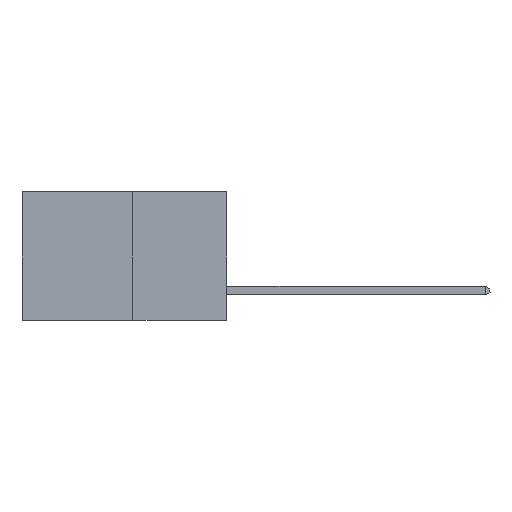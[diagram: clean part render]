
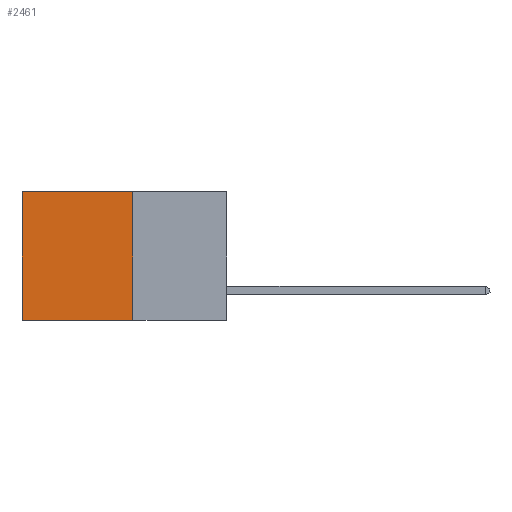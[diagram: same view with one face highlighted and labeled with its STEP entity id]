
A CAD part, left-side view. The second image highlights one B-rep face of the part: STEP entity #2461.
In plain terms, the highlighted planar face has unit normal (-1, 0, 0).
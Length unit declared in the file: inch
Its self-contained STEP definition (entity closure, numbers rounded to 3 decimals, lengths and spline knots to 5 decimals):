
#441 = CARTESIAN_POINT ( 'NONE',  ( 0.277, 0.27, -0.37 ) ) ;
#2146 = LINE ( 'NONE', #441, #32456 ) ;
#2461 = ADVANCED_FACE ( 'NONE', ( #14684 ), #5973, .F. ) ;
#3066 = VERTEX_POINT ( 'NONE', #13316 ) ;
#3184 = CARTESIAN_POINT ( 'NONE',  ( 0.277, 0.27, 0. ) ) ;
#3644 = EDGE_CURVE ( 'NONE', #22968, #28481, #20944, .T. ) ;
#5326 = CARTESIAN_POINT ( 'NONE',  ( 0.277, 0.59, 0. ) ) ;
#5726 = DIRECTION ( 'NONE',  ( 0., 1., 0. ) ) ;
#5973 = PLANE ( 'NONE',  #19091 ) ;
#7005 = CARTESIAN_POINT ( 'NONE',  ( 0.277, 0.27, -0.37 ) ) ;
#7061 = LINE ( 'NONE', #17893, #25675 ) ;
#7970 = EDGE_LOOP ( 'NONE', ( #12386, #15856, #11006, #9448 ) ) ;
#8142 = DIRECTION ( 'NONE',  ( 0., 0., -1. ) ) ;
#8227 = DIRECTION ( 'NONE',  ( 0., 1., 0. ) ) ;
#8473 = CARTESIAN_POINT ( 'NONE',  ( 0.277, 0.27, -0.37 ) ) ;
#9245 = CARTESIAN_POINT ( 'NONE',  ( 0.277, 0.27, 0. ) ) ;
#9307 = CARTESIAN_POINT ( 'NONE',  ( 0.277, 0.27, -0.37 ) ) ;
#9448 = ORIENTED_EDGE ( 'NONE', *, *, #28841, .T. ) ;
#11006 = ORIENTED_EDGE ( 'NONE', *, *, #3644, .F. ) ;
#11040 = DIRECTION ( 'NONE',  ( 0., 0., -1. ) ) ;
#11866 = VECTOR ( 'NONE', #5726, 39.37008 ) ;
#12386 = ORIENTED_EDGE ( 'NONE', *, *, #16967, .T. ) ;
#12556 = EDGE_CURVE ( 'NONE', #28481, #3066, #2146, .T. ) ;
#13316 = CARTESIAN_POINT ( 'NONE',  ( 0.277, 0.59, -0.37 ) ) ;
#13563 = DIRECTION ( 'NONE',  ( 1., 0., 0. ) ) ;
#14684 = FACE_OUTER_BOUND ( 'NONE', #7970, .T. ) ;
#14990 = VECTOR ( 'NONE', #8142, 39.37008 ) ;
#15856 = ORIENTED_EDGE ( 'NONE', *, *, #12556, .F. ) ;
#16967 = EDGE_CURVE ( 'NONE', #23257, #3066, #7061, .T. ) ;
#17893 = CARTESIAN_POINT ( 'NONE',  ( 0.277, 0.59, -0.37 ) ) ;
#19091 = AXIS2_PLACEMENT_3D ( 'NONE', #7005, #13563, #11040 ) ;
#20450 = DIRECTION ( 'NONE',  ( 0., 0., -1. ) ) ;
#20944 = LINE ( 'NONE', #8473, #14990 ) ;
#22968 = VERTEX_POINT ( 'NONE', #9245 ) ;
#23257 = VERTEX_POINT ( 'NONE', #5326 ) ;
#25326 = LINE ( 'NONE', #3184, #11866 ) ;
#25675 = VECTOR ( 'NONE', #20450, 39.37008 ) ;
#28481 = VERTEX_POINT ( 'NONE', #9307 ) ;
#28841 = EDGE_CURVE ( 'NONE', #22968, #23257, #25326, .T. ) ;
#32456 = VECTOR ( 'NONE', #8227, 39.37008 ) ;
